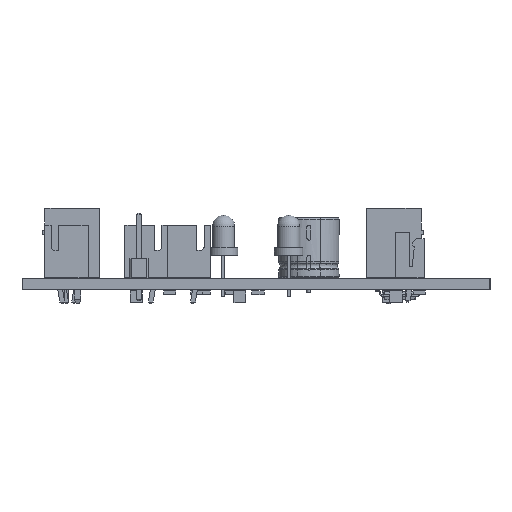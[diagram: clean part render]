
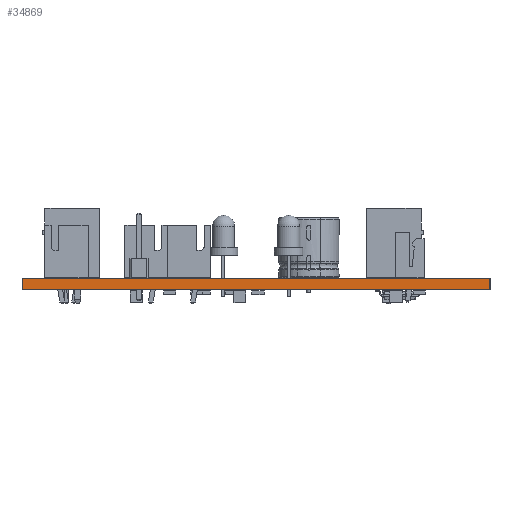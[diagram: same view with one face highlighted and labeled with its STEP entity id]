
A CAD part, left-side view. The second image highlights one B-rep face of the part: STEP entity #34869.
In plain terms, the highlighted planar face has unit normal (-1, 0, 0).
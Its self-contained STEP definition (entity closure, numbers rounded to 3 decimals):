
#34813 = VERTEX_POINT('',#34814);
#34814 = CARTESIAN_POINT('',(88.,-111.,1.51));
#34820 = EDGE_CURVE('',#34821,#34813,#34823,.T.);
#34821 = VERTEX_POINT('',#34822);
#34822 = CARTESIAN_POINT('',(88.,-111.,0.));
#34823 = LINE('',#34824,#34825);
#34824 = CARTESIAN_POINT('',(88.,-111.,0.));
#34825 = VECTOR('',#34826,1.);
#34826 = DIRECTION('',(0.,0.,1.));
#34869 = ADVANCED_FACE('',(#34870),#34895,.T.);
#34870 = FACE_BOUND('',#34871,.T.);
#34871 = EDGE_LOOP('',(#34872,#34873,#34881,#34889));
#34872 = ORIENTED_EDGE('',*,*,#34820,.T.);
#34873 = ORIENTED_EDGE('',*,*,#34874,.T.);
#34874 = EDGE_CURVE('',#34813,#34875,#34877,.T.);
#34875 = VERTEX_POINT('',#34876);
#34876 = CARTESIAN_POINT('',(88.,-49.,1.51));
#34877 = LINE('',#34878,#34879);
#34878 = CARTESIAN_POINT('',(88.,-111.,1.51));
#34879 = VECTOR('',#34880,1.);
#34880 = DIRECTION('',(0.,1.,0.));
#34881 = ORIENTED_EDGE('',*,*,#34882,.F.);
#34882 = EDGE_CURVE('',#34883,#34875,#34885,.T.);
#34883 = VERTEX_POINT('',#34884);
#34884 = CARTESIAN_POINT('',(88.,-49.,0.));
#34885 = LINE('',#34886,#34887);
#34886 = CARTESIAN_POINT('',(88.,-49.,0.));
#34887 = VECTOR('',#34888,1.);
#34888 = DIRECTION('',(0.,0.,1.));
#34889 = ORIENTED_EDGE('',*,*,#34890,.F.);
#34890 = EDGE_CURVE('',#34821,#34883,#34891,.T.);
#34891 = LINE('',#34892,#34893);
#34892 = CARTESIAN_POINT('',(88.,-111.,0.));
#34893 = VECTOR('',#34894,1.);
#34894 = DIRECTION('',(0.,1.,0.));
#34895 = PLANE('',#34896);
#34896 = AXIS2_PLACEMENT_3D('',#34897,#34898,#34899);
#34897 = CARTESIAN_POINT('',(88.,-111.,0.));
#34898 = DIRECTION('',(-1.,0.,0.));
#34899 = DIRECTION('',(0.,1.,0.));
